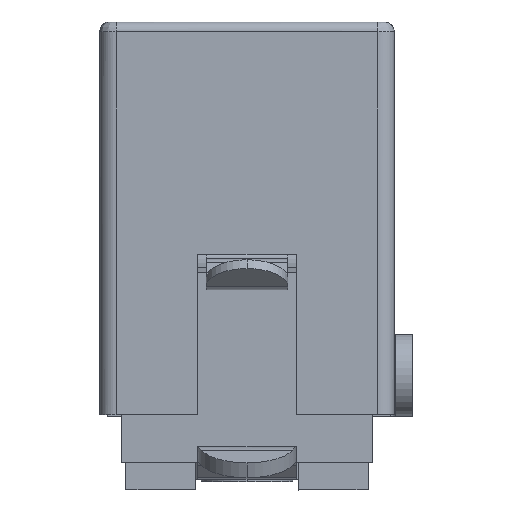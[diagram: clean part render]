
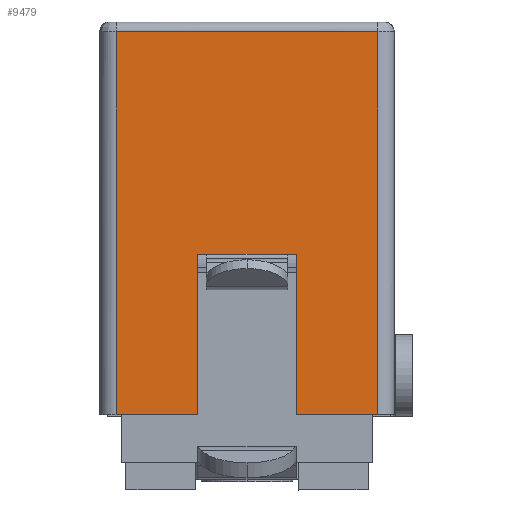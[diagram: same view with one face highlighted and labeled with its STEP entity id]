
A CAD part, front view. The second image highlights one B-rep face of the part: STEP entity #9479.
In plain terms, the highlighted planar face has unit normal (0, -1, 0).
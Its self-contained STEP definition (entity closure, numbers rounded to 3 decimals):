
#143 = VECTOR ( 'NONE', #6318, 1000. ) ;
#176 = DIRECTION ( 'NONE',  ( 1., 0., 0. ) ) ;
#444 = ORIENTED_EDGE ( 'NONE', *, *, #4668, .F. ) ;
#479 = EDGE_CURVE ( 'NONE', #10970, #11275, #1697, .T. ) ;
#638 = EDGE_CURVE ( 'NONE', #9755, #6634, #8375, .T. ) ;
#669 = VECTOR ( 'NONE', #11579, 1000. ) ;
#1138 = ORIENTED_EDGE ( 'NONE', *, *, #638, .T. ) ;
#1203 = VECTOR ( 'NONE', #1798, 1000. ) ;
#1315 = EDGE_LOOP ( 'NONE', ( #7365, #8996, #2346, #5666, #9108, #1138, #6930, #444 ) ) ;
#1697 = LINE ( 'NONE', #7189, #4468 ) ;
#1706 = CARTESIAN_POINT ( 'NONE',  ( 4., 0., -0.3 ) ) ;
#1798 = DIRECTION ( 'NONE',  ( 0., 0., 1. ) ) ;
#1814 = VECTOR ( 'NONE', #6784, 1000. ) ;
#2346 = ORIENTED_EDGE ( 'NONE', *, *, #479, .F. ) ;
#2365 = VECTOR ( 'NONE', #3657, 1000. ) ;
#2612 = CARTESIAN_POINT ( 'NONE',  ( -1.5, 0., -12. ) ) ;
#3224 = LINE ( 'NONE', #7792, #1814 ) ;
#3303 = DIRECTION ( 'NONE',  ( 0., -1., 0. ) ) ;
#3342 = VECTOR ( 'NONE', #5243, 1000. ) ;
#3546 = CARTESIAN_POINT ( 'NONE',  ( 4.5, 0., -12. ) ) ;
#3657 = DIRECTION ( 'NONE',  ( 0., 0., -1. ) ) ;
#4000 = PLANE ( 'NONE',  #7301 ) ;
#4197 = VERTEX_POINT ( 'NONE', #5168 ) ;
#4410 = CARTESIAN_POINT ( 'NONE',  ( -4., 0., -0.3 ) ) ;
#4468 = VECTOR ( 'NONE', #9991, 1000. ) ;
#4485 = LINE ( 'NONE', #4671, #2365 ) ;
#4668 = EDGE_CURVE ( 'NONE', #4197, #5037, #7288, .T. ) ;
#4671 = CARTESIAN_POINT ( 'NONE',  ( 1.5, 0., -6.3 ) ) ;
#4696 = EDGE_CURVE ( 'NONE', #6634, #5037, #4485, .T. ) ;
#5037 = VERTEX_POINT ( 'NONE', #10849 ) ;
#5168 = CARTESIAN_POINT ( 'NONE',  ( 4., 0., -12. ) ) ;
#5174 = EDGE_CURVE ( 'NONE', #5954, #4197, #8032, .T. ) ;
#5243 = DIRECTION ( 'NONE',  ( 1., 0., 0. ) ) ;
#5666 = ORIENTED_EDGE ( 'NONE', *, *, #7073, .F. ) ;
#5873 = CARTESIAN_POINT ( 'NONE',  ( 4., 0., -0.3 ) ) ;
#5954 = VERTEX_POINT ( 'NONE', #1706 ) ;
#6138 = LINE ( 'NONE', #2612, #1203 ) ;
#6318 = DIRECTION ( 'NONE',  ( 0., 0., -1. ) ) ;
#6634 = VERTEX_POINT ( 'NONE', #8412 ) ;
#6708 = CARTESIAN_POINT ( 'NONE',  ( -4., 0., -12. ) ) ;
#6720 = CARTESIAN_POINT ( 'NONE',  ( -1.5, 0., -12. ) ) ;
#6784 = DIRECTION ( 'NONE',  ( -1., 0., 0. ) ) ;
#6930 = ORIENTED_EDGE ( 'NONE', *, *, #4696, .T. ) ;
#7073 = EDGE_CURVE ( 'NONE', #8999, #10970, #3224, .T. ) ;
#7189 = CARTESIAN_POINT ( 'NONE',  ( -4., 0., -12. ) ) ;
#7288 = LINE ( 'NONE', #3546, #669 ) ;
#7301 = AXIS2_PLACEMENT_3D ( 'NONE', #10832, #3303, #7811 ) ;
#7365 = ORIENTED_EDGE ( 'NONE', *, *, #5174, .F. ) ;
#7792 = CARTESIAN_POINT ( 'NONE',  ( 4.5, 0., -12. ) ) ;
#7811 = DIRECTION ( 'NONE',  ( 0., 0., -1. ) ) ;
#8032 = LINE ( 'NONE', #11613, #143 ) ;
#8316 = CARTESIAN_POINT ( 'NONE',  ( -1.5, 0., -7.1 ) ) ;
#8375 = LINE ( 'NONE', #11065, #10142 ) ;
#8412 = CARTESIAN_POINT ( 'NONE',  ( 1.5, 0., -7.1 ) ) ;
#8507 = FACE_OUTER_BOUND ( 'NONE', #1315, .T. ) ;
#8579 = EDGE_CURVE ( 'NONE', #11275, #5954, #11384, .T. ) ;
#8996 = ORIENTED_EDGE ( 'NONE', *, *, #8579, .F. ) ;
#8999 = VERTEX_POINT ( 'NONE', #6720 ) ;
#9108 = ORIENTED_EDGE ( 'NONE', *, *, #10778, .T. ) ;
#9479 = ADVANCED_FACE ( 'NONE', ( #8507 ), #4000, .T. ) ;
#9755 = VERTEX_POINT ( 'NONE', #8316 ) ;
#9991 = DIRECTION ( 'NONE',  ( 0., 0., 1. ) ) ;
#10142 = VECTOR ( 'NONE', #176, 1000. ) ;
#10778 = EDGE_CURVE ( 'NONE', #8999, #9755, #6138, .T. ) ;
#10832 = CARTESIAN_POINT ( 'NONE',  ( -4., 0., -0.3 ) ) ;
#10849 = CARTESIAN_POINT ( 'NONE',  ( 1.5, 0., -12. ) ) ;
#10970 = VERTEX_POINT ( 'NONE', #6708 ) ;
#11065 = CARTESIAN_POINT ( 'NONE',  ( -4., 0., -7.1 ) ) ;
#11275 = VERTEX_POINT ( 'NONE', #4410 ) ;
#11384 = LINE ( 'NONE', #5873, #3342 ) ;
#11579 = DIRECTION ( 'NONE',  ( -1., 0., 0. ) ) ;
#11613 = CARTESIAN_POINT ( 'NONE',  ( 4., 0., -12. ) ) ;
